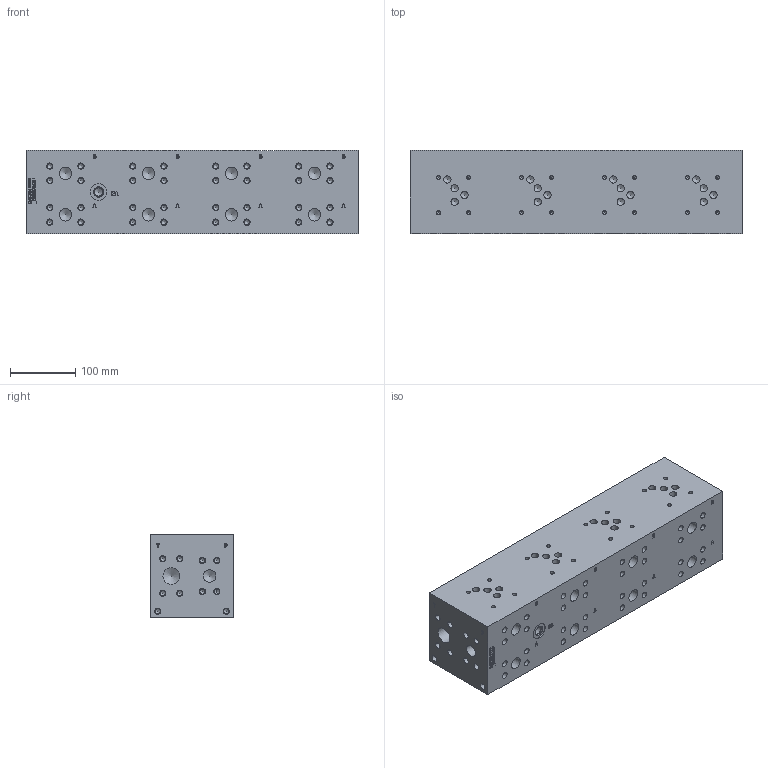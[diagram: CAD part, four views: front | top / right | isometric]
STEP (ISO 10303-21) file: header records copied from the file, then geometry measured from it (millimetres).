
FILE_DESCRIPTION(/* description */ (''),/* implementation_level */ '2;1');
FILE_NAME(/* name */ '_D05HP045F.stp',/* time_stamp */ '2020-08-04T15:19:47-04:00',/* author */ ('juliea'),/* organization */ (''),/* preprocessor_version */ 'ST-DEVELOPER v17',/* originating_system */ 'Autodesk Inventor 2019',/* authorisation */ '');
FILE_SCHEMA (('AUTOMOTIVE_DESIGN { 1 0 10303 214 3 1 1 }'));
Length unit declared in the file: millimetre
Products named in the file (1): _D05HP045F
Bounding box: 508 x 127 x 127 mm (x, y, z)
Volume: 7926056.6 mm3; surface area: 378396.6 mm2
Topology: 1 solids, 1 shells, 885 faces, 2437 edges, 1681 vertices
Faces by surface type: plane 458, cylinder 169, bspline 160, cone 98
Full cylindrical faces by diameter (mm): 5.105 x16, 6.35 x16, 7.925 x52, 9.525 x52, 11.125 x16, 12.294 x1, 12.9 x1, 14.275 x1, 15.596 x1, 19.05 x10, 25.019 x1, 25.4 x2
Entity records: 29402 total; most frequent: CARTESIAN_POINT 6987, ORIENTED_EDGE 4680, DIRECTION 4078, EDGE_CURVE 2340, VERTEX_POINT 1681, LINE 1414, VECTOR 1414, AXIS2_PLACEMENT_3D 1332
